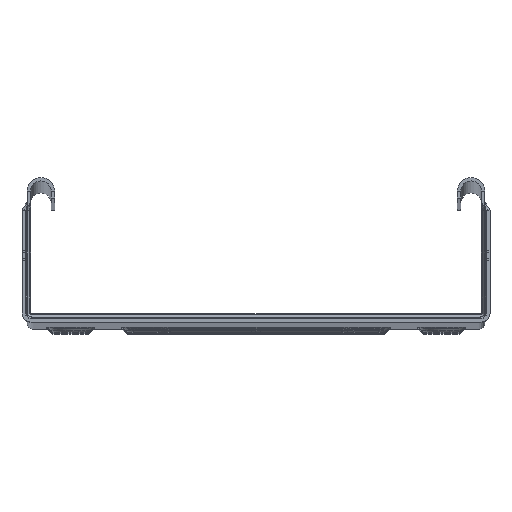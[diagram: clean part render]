
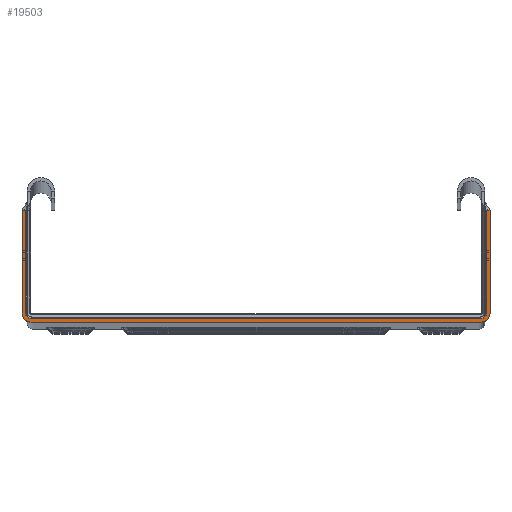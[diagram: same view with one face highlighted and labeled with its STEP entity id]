
A CAD part, top view. The second image highlights one B-rep face of the part: STEP entity #19503.
In plain terms, the highlighted planar face has unit normal (0, 0, 1).
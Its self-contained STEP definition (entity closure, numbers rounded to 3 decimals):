
#378 = DIRECTION ( 'NONE',  ( 0., 0., 1. ) ) ;
#419 = ORIENTED_EDGE ( 'NONE', *, *, #20589, .T. ) ;
#450 = VECTOR ( 'NONE', #20997, 1000. ) ;
#468 = DIRECTION ( 'NONE',  ( 0., 0., 1. ) ) ;
#1919 = DIRECTION ( 'NONE',  ( 0., 0., -1. ) ) ;
#2179 = PLANE ( 'NONE',  #6932 ) ;
#2747 = CARTESIAN_POINT ( 'NONE',  ( -100.75, 46.5, 3050. ) ) ;
#2979 = LINE ( 'NONE', #7317, #15696 ) ;
#3005 = VERTEX_POINT ( 'NONE', #36594 ) ;
#3075 = CARTESIAN_POINT ( 'NONE',  ( -98.25, -0.75, 3050. ) ) ;
#4784 = VERTEX_POINT ( 'NONE', #51938 ) ;
#5421 = CARTESIAN_POINT ( 'NONE',  ( -102.25, 1.75, 3050. ) ) ;
#5978 = CARTESIAN_POINT ( 'NONE',  ( -100.75, 1.75, 3050. ) ) ;
#6932 = AXIS2_PLACEMENT_3D ( 'NONE', #5978, #1919, #35110 ) ;
#6940 = LINE ( 'NONE', #49576, #9702 ) ;
#7055 = CARTESIAN_POINT ( 'NONE',  ( -98.25, 1.75, 3050. ) ) ;
#7317 = CARTESIAN_POINT ( 'NONE',  ( 100.75, 1.75, 3050. ) ) ;
#7869 = AXIS2_PLACEMENT_3D ( 'NONE', #7055, #15935, #35913 ) ;
#9264 = DIRECTION ( 'NONE',  ( -1., 0., 0. ) ) ;
#9613 = VECTOR ( 'NONE', #16107, 1000. ) ;
#9702 = VECTOR ( 'NONE', #49315, 1000. ) ;
#10496 = VERTEX_POINT ( 'NONE', #35226 ) ;
#10844 = EDGE_CURVE ( 'NONE', #12520, #39837, #13671, .T. ) ;
#10919 = DIRECTION ( 'NONE',  ( 1., 0., 0. ) ) ;
#11457 = VECTOR ( 'NONE', #21207, 1000. ) ;
#11957 = EDGE_CURVE ( 'NONE', #4784, #46642, #20965, .T. ) ;
#12079 = EDGE_CURVE ( 'NONE', #53319, #12520, #40055, .T. ) ;
#12238 = VECTOR ( 'NONE', #48907, 1000. ) ;
#12520 = VERTEX_POINT ( 'NONE', #47052 ) ;
#13058 = CARTESIAN_POINT ( 'NONE',  ( 98.25, 1.75, 3050. ) ) ;
#13461 = ORIENTED_EDGE ( 'NONE', *, *, #26475, .F. ) ;
#13671 = CIRCLE ( 'NONE', #24878, 2.5 ) ;
#13908 = ORIENTED_EDGE ( 'NONE', *, *, #48164, .T. ) ;
#14380 = EDGE_CURVE ( 'NONE', #39837, #10496, #2979, .T. ) ;
#14820 = ORIENTED_EDGE ( 'NONE', *, *, #36327, .T. ) ;
#14990 = AXIS2_PLACEMENT_3D ( 'NONE', #25295, #468, #36922 ) ;
#15696 = VECTOR ( 'NONE', #18637, 1000. ) ;
#15935 = DIRECTION ( 'NONE',  ( 0., 0., 1. ) ) ;
#16107 = DIRECTION ( 'NONE',  ( 1., 0., 0. ) ) ;
#16777 = ORIENTED_EDGE ( 'NONE', *, *, #46427, .T. ) ;
#17219 = VERTEX_POINT ( 'NONE', #28267 ) ;
#17307 = VERTEX_POINT ( 'NONE', #32589 ) ;
#18385 = FACE_OUTER_BOUND ( 'NONE', #37211, .T. ) ;
#18637 = DIRECTION ( 'NONE',  ( 0., 1., 0. ) ) ;
#19252 = CARTESIAN_POINT ( 'NONE',  ( 100.75, 1.75, 3050. ) ) ;
#19503 = ADVANCED_FACE ( 'NONE', ( #18385 ), #2179, .F. ) ;
#20589 = EDGE_CURVE ( 'NONE', #3005, #17219, #30524, .T. ) ;
#20965 = LINE ( 'NONE', #45538, #9613 ) ;
#20997 = DIRECTION ( 'NONE',  ( 0., 1., 0. ) ) ;
#21207 = DIRECTION ( 'NONE',  ( 1., 0., 0. ) ) ;
#22117 = VERTEX_POINT ( 'NONE', #27981 ) ;
#24806 = EDGE_CURVE ( 'NONE', #17307, #53319, #53293, .T. ) ;
#24878 = AXIS2_PLACEMENT_3D ( 'NONE', #13058, #378, #9264 ) ;
#25295 = CARTESIAN_POINT ( 'NONE',  ( 98.25, 1.75, 3050. ) ) ;
#26475 = EDGE_CURVE ( 'NONE', #46642, #17307, #52946, .T. ) ;
#26684 = EDGE_CURVE ( 'NONE', #4784, #22117, #42645, .T. ) ;
#27911 = DIRECTION ( 'NONE',  ( 0., 0., 1. ) ) ;
#27981 = CARTESIAN_POINT ( 'NONE',  ( -102.25, 1.75, 3050. ) ) ;
#28267 = CARTESIAN_POINT ( 'NONE',  ( 102.25, 1.75, 3050. ) ) ;
#30004 = AXIS2_PLACEMENT_3D ( 'NONE', #48961, #27911, #35745 ) ;
#30524 = CIRCLE ( 'NONE', #14990, 4. ) ;
#31119 = VECTOR ( 'NONE', #10919, 1000. ) ;
#32589 = CARTESIAN_POINT ( 'NONE',  ( -100.75, 1.75, 3050. ) ) ;
#32620 = LINE ( 'NONE', #49097, #450 ) ;
#33224 = CARTESIAN_POINT ( 'NONE',  ( -98.25, -2.25, 3050. ) ) ;
#34289 = ORIENTED_EDGE ( 'NONE', *, *, #24806, .F. ) ;
#34545 = ORIENTED_EDGE ( 'NONE', *, *, #46385, .T. ) ;
#34568 = ORIENTED_EDGE ( 'NONE', *, *, #11957, .F. ) ;
#35102 = ORIENTED_EDGE ( 'NONE', *, *, #26684, .T. ) ;
#35110 = DIRECTION ( 'NONE',  ( 0., -1., 0. ) ) ;
#35226 = CARTESIAN_POINT ( 'NONE',  ( 100.75, 46.5, 3050. ) ) ;
#35412 = CIRCLE ( 'NONE', #7869, 4. ) ;
#35513 = CARTESIAN_POINT ( 'NONE',  ( 102.25, 46.5, 3050. ) ) ;
#35745 = DIRECTION ( 'NONE',  ( 1., 0., 0. ) ) ;
#35913 = DIRECTION ( 'NONE',  ( 1., 0., 0. ) ) ;
#36327 = EDGE_CURVE ( 'NONE', #22117, #50596, #35412, .T. ) ;
#36594 = CARTESIAN_POINT ( 'NONE',  ( 98.25, -2.25, 3050. ) ) ;
#36922 = DIRECTION ( 'NONE',  ( 1., 0., 0. ) ) ;
#37211 = EDGE_LOOP ( 'NONE', ( #35102, #14820, #16777, #419, #13908, #34545, #40480, #46552, #40604, #34289, #13461, #34568 ) ) ;
#38436 = CARTESIAN_POINT ( 'NONE',  ( -98.25, -0.75, 3050. ) ) ;
#39837 = VERTEX_POINT ( 'NONE', #19252 ) ;
#40055 = LINE ( 'NONE', #3075, #31119 ) ;
#40480 = ORIENTED_EDGE ( 'NONE', *, *, #14380, .F. ) ;
#40604 = ORIENTED_EDGE ( 'NONE', *, *, #12079, .F. ) ;
#40919 = LINE ( 'NONE', #41715, #11457 ) ;
#41715 = CARTESIAN_POINT ( 'NONE',  ( -98.25, -2.25, 3050. ) ) ;
#42645 = LINE ( 'NONE', #5421, #51881 ) ;
#44319 = CARTESIAN_POINT ( 'NONE',  ( -100.75, 1.75, 3050. ) ) ;
#45538 = CARTESIAN_POINT ( 'NONE',  ( -100.75, 46.5, 3050. ) ) ;
#46385 = EDGE_CURVE ( 'NONE', #51772, #10496, #6940, .T. ) ;
#46427 = EDGE_CURVE ( 'NONE', #50596, #3005, #40919, .T. ) ;
#46552 = ORIENTED_EDGE ( 'NONE', *, *, #10844, .F. ) ;
#46642 = VERTEX_POINT ( 'NONE', #2747 ) ;
#47052 = CARTESIAN_POINT ( 'NONE',  ( 98.25, -0.75, 3050. ) ) ;
#48164 = EDGE_CURVE ( 'NONE', #17219, #51772, #32620, .T. ) ;
#48907 = DIRECTION ( 'NONE',  ( 0., -1., 0. ) ) ;
#48961 = CARTESIAN_POINT ( 'NONE',  ( -98.25, 1.75, 3050. ) ) ;
#49097 = CARTESIAN_POINT ( 'NONE',  ( 102.25, 1.75, 3050. ) ) ;
#49315 = DIRECTION ( 'NONE',  ( -1., 0., 0. ) ) ;
#49576 = CARTESIAN_POINT ( 'NONE',  ( 100.75, 46.5, 3050. ) ) ;
#50497 = DIRECTION ( 'NONE',  ( 0., -1., 0. ) ) ;
#50596 = VERTEX_POINT ( 'NONE', #33224 ) ;
#51772 = VERTEX_POINT ( 'NONE', #35513 ) ;
#51881 = VECTOR ( 'NONE', #50497, 1000. ) ;
#51938 = CARTESIAN_POINT ( 'NONE',  ( -102.25, 46.5, 3050. ) ) ;
#52946 = LINE ( 'NONE', #44319, #12238 ) ;
#53293 = CIRCLE ( 'NONE', #30004, 2.5 ) ;
#53319 = VERTEX_POINT ( 'NONE', #38436 ) ;
